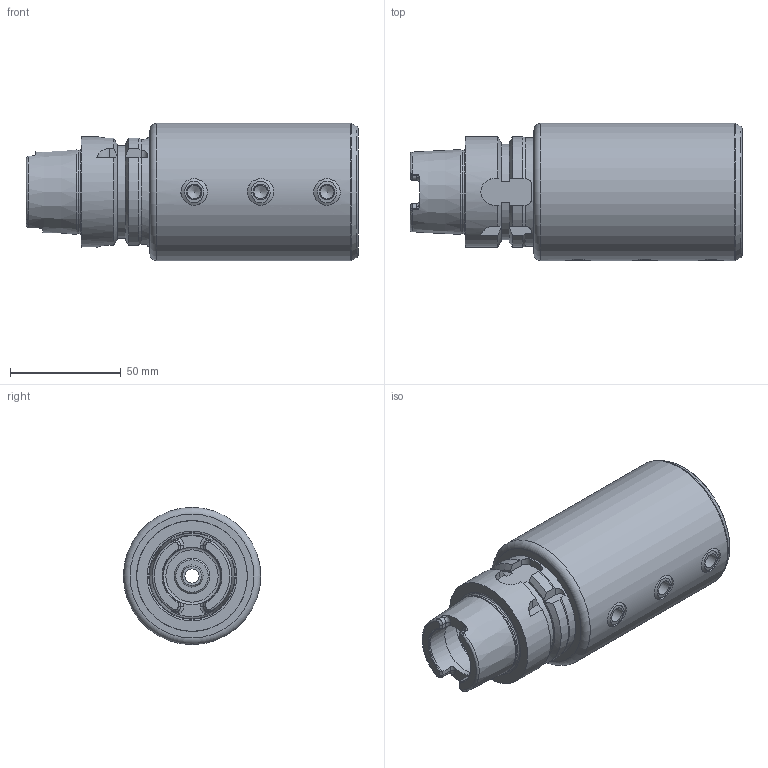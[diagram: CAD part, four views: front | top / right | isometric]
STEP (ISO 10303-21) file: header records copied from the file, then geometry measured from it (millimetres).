
FILE_DESCRIPTION((''),'2;1');
FILE_NAME('591004032125-3D.stp','2021-10-05T12:36:05',('nttooll'),(''),'Autodesk Inventor 2012','Autodesk Inventor 2012','');
FILE_SCHEMA(('AUTOMOTIVE_DESIGN { 1 0 10303 214 1 1 1 1 }'));
Length unit declared in the file: millimetre
Products named in the file (1): 591004032125-3D
Bounding box: 150 x 62 x 62 mm (x, y, z)
Volume: 261572.5 mm3; surface area: 48421.3 mm2
Topology: 1 solids, 1 shells, 168 faces, 412 edges, 260 vertices
Faces by surface type: cylinder 57, plane 54, cone 39, torus 18
Full cylindrical faces by diameter (mm): 6 x3, 6.4 x1, 6.928 x3, 8.5 x3, 9.5 x1, 10 x1, 12 x6, 16 x1, 26 x1, 26.6 x1, 32 x2, 32.4 x1, 37.9 x1, 49 x1, 50 x1, 62 x1
Entity records: 5108 total; most frequent: CARTESIAN_POINT 1491, DIRECTION 752, ORIENTED_EDGE 680, EDGE_CURVE 340, AXIS2_PLACEMENT_3D 321, VERTEX_POINT 246, EDGE_LOOP 242, FACE_OUTER_BOUND 168
